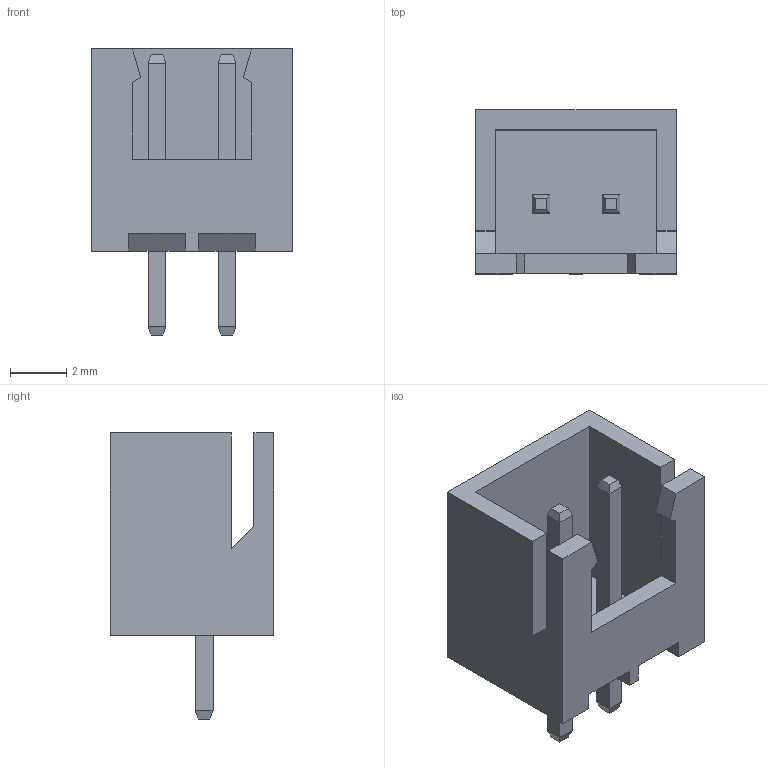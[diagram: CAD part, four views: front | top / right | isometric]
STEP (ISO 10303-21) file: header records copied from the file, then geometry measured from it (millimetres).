
FILE_DESCRIPTION (( 'STEP AP214' ), '1' );
FILE_NAME ('JST-XH-2PIN_V.stp', '2022-07-10T14:25:57', ( '' ), ( '' ), 'SwSTEP 2.0', 'SolidWorks 2021', '' );
FILE_SCHEMA (( 'AUTOMOTIVE_DESIGN' ));
Length unit declared in the file: millimetre
Products named in the file (1): JST-XH-2PIN_V
Bounding box: 7.17 x 5.84 x 10.21 mm (x, y, z)
Volume: 121.8 mm3; surface area: 425.4 mm2
Topology: 1 solids, 21 shells, 250 faces, 594 edges, 388 vertices
Faces by surface type: plane 207, bspline 43
Entity records: 8856 total; most frequent: CARTESIAN_POINT 2920, ORIENTED_EDGE 1188, DIRECTION 730, EDGE_CURVE 594, VERTEX_POINT 388, VECTOR 314, LINE 314, B_SPLINE_CURVE_WITH_KNOTS 280
